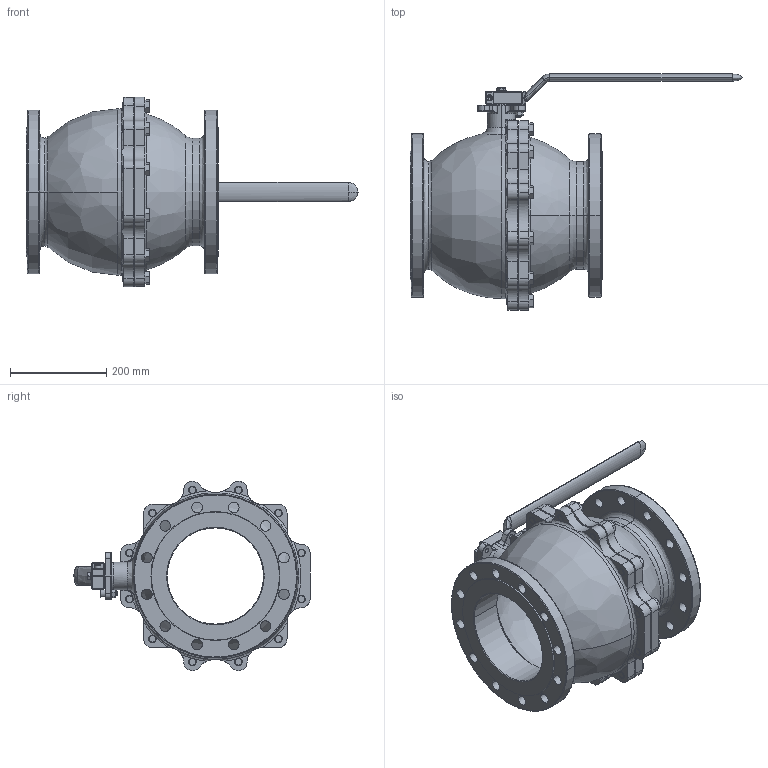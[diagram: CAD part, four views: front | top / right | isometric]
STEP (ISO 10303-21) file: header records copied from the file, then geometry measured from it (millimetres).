
FILE_DESCRIPTION (( 'STEP AP214' ), '1' );
FILE_NAME ('Fig. 150 DN-200.STEP', '2020-10-15T08:48:16', ( '' ), ( '' ), 'SwSTEP 2.0', 'SolidWorks 2020', '' );
FILE_SCHEMA (( 'AUTOMOTIVE_DESIGN' ));
Length unit declared in the file: millimetre
Products named in the file (1): Fig. 150  DN-200
Bounding box: 690 x 490.7 x 393.37 mm (x, y, z)
Volume: 8933160.9 mm3; surface area: 1313329.7 mm2
Topology: 22 solids, 22 shells, 1015 faces, 2394 edges, 1433 vertices
Faces by surface type: plane 345, cylinder 339, cone 185, bspline 128, sphere 15, torus 3
Entity records: 57716 total; most frequent: CARTESIAN_POINT 23924, ORIENTED_EDGE 4702, DIRECTION 4561, EDGE_CURVE 2351, AXIS2_PLACEMENT_3D 1863, VERTEX_POINT 1419, EDGE_LOOP 1174, UNCERTAINTY_MEASURE_WITH_UNIT 1039
